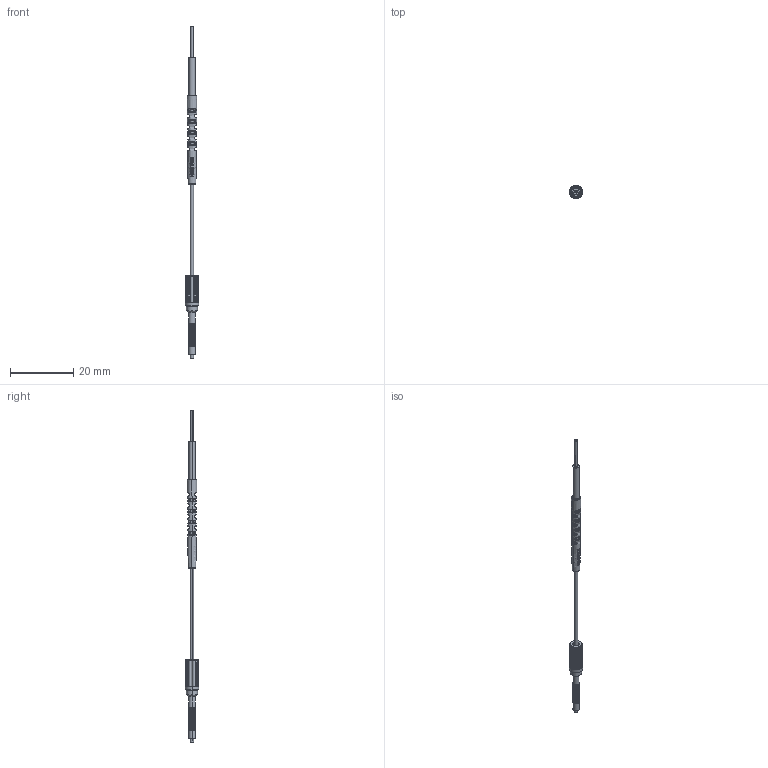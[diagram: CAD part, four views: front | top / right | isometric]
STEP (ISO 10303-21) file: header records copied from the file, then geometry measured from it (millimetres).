
FILE_DESCRIPTION((''),'2;1');
FILE_NAME('PTE2Y10-I_ASM','2020-06-08T15:20:19',('Administrator'),(''),'CREO PARAMETRIC BY PTC INC, 2018400','CREO PARAMETRIC BY PTC INC, 2018400','');
FILE_SCHEMA(('AUTOMOTIVE_DESIGN { 1 0 10303 214 1 1 1 1 }'));
Length unit declared in the file: millimetre
Products named in the file (8): 20-10___; 10XIAN___; JW22_10____; PT2_1____; 10-DAN-LAN____ASM; 9-5_; 5-25_; PTE2Y10-I_ASM
Assembly tree (7 placements, depth 3):
  PTE2Y10-I_ASM
    20-10___
    10-DAN-LAN____ASM
      10XIAN___
      JW22_10____
      PT2_1____
    9-5_
    5-25_
Bounding box: 4.2 x 4.2 x 105 mm (x, y, z)
Volume: 351.8 mm3; surface area: 1311.9 mm2
Topology: 6 solids, 6 shells, 590 faces, 1446 edges, 878 vertices
Faces by surface type: cylinder 216, plane 164, torus 112, bspline 84, cone 14
Entity records: 26576 total; most frequent: CARTESIAN_POINT 10882, DIRECTION 2991, ORIENTED_EDGE 2892, EDGE_CURVE 1446, AXIS2_PLACEMENT_3D 1356, VERTEX_POINT 878, CIRCLE 832, EDGE_LOOP 642
